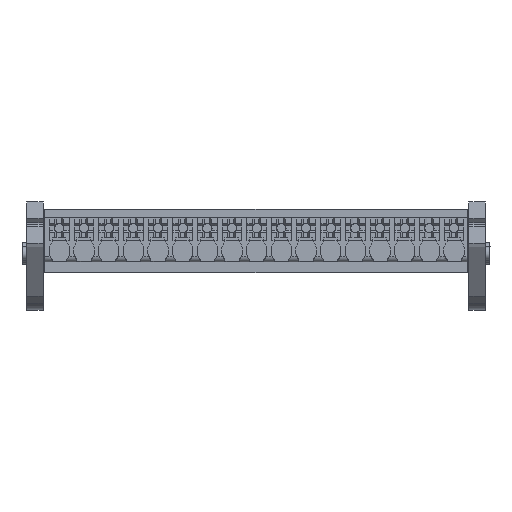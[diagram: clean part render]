
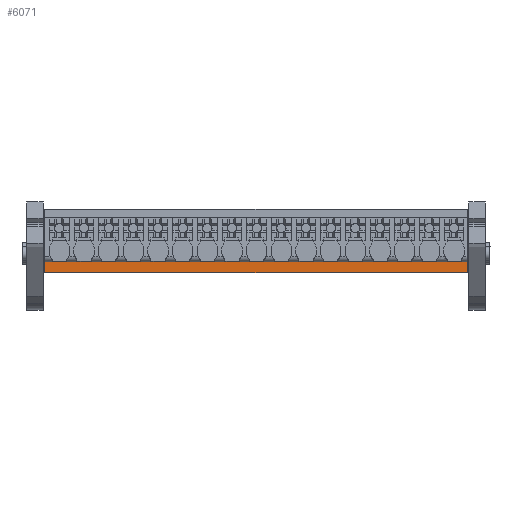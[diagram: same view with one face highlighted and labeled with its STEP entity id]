
A CAD part, top view. The second image highlights one B-rep face of the part: STEP entity #6071.
In plain terms, the highlighted planar face has unit normal (0, 0, 1).
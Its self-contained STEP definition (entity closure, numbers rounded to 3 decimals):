
#6051=AXIS2_PLACEMENT_3D('Plane Axis2P3D',#6048,#6049,#6050) ;
#105=CARTESIAN_POINT('Vertex',(3.25,5.297,20.4)) ;
#108=CARTESIAN_POINT('Line Origine',(3.25,6.06,20.4)) ;
#112=CARTESIAN_POINT('Vertex',(3.25,6.822,20.4)) ;
#5371=CARTESIAN_POINT('Vertex',(63.15,5.297,20.4)) ;
#5374=CARTESIAN_POINT('Line Origine',(33.2,5.297,20.4)) ;
#6048=CARTESIAN_POINT('Axis2P3D Location',(48.93,6.822,20.4)) ;
#6053=CARTESIAN_POINT('Line Origine',(63.15,6.059,20.4)) ;
#6057=CARTESIAN_POINT('Vertex',(63.15,6.822,20.4)) ;
#6060=CARTESIAN_POINT('Line Origine',(33.2,6.822,20.4)) ;
#109=DIRECTION('Vector Direction',(0.,1.,0.)) ;
#5375=DIRECTION('Vector Direction',(1.,0.,0.)) ;
#6049=DIRECTION('Axis2P3D Direction',(-0.,0.,1.)) ;
#6050=DIRECTION('Axis2P3D XDirection',(0.,-1.,0.)) ;
#6054=DIRECTION('Vector Direction',(0.,-1.,0.)) ;
#6061=DIRECTION('Vector Direction',(-1.,0.,0.)) ;
#110=VECTOR('Line Direction',#109,1.) ;
#5376=VECTOR('Line Direction',#5375,1.) ;
#6055=VECTOR('Line Direction',#6054,1.) ;
#6062=VECTOR('Line Direction',#6061,1.) ;
#6066=ORIENTED_EDGE('',*,*,#5378,.T.) ;
#6067=ORIENTED_EDGE('',*,*,#6059,.F.) ;
#6068=ORIENTED_EDGE('',*,*,#6064,.T.) ;
#6069=ORIENTED_EDGE('',*,*,#114,.T.) ;
#6071=ADVANCED_FACE('HOUSING',(#6070),#6052,.T.) ;
#114=EDGE_CURVE('',#113,#106,#111,.F.) ;
#5378=EDGE_CURVE('',#106,#5372,#5377,.T.) ;
#6059=EDGE_CURVE('',#6058,#5372,#6056,.T.) ;
#6064=EDGE_CURVE('',#6058,#113,#6063,.T.) ;
#6065=EDGE_LOOP('',(#6066,#6067,#6068,#6069)) ;
#6070=FACE_OUTER_BOUND('',#6065,.T.) ;
#111=LINE('Line',#108,#110) ;
#5377=LINE('Line',#5374,#5376) ;
#6056=LINE('Line',#6053,#6055) ;
#6063=LINE('Line',#6060,#6062) ;
#6052=PLANE('',#6051) ;
#106=VERTEX_POINT('',#105) ;
#113=VERTEX_POINT('',#112) ;
#5372=VERTEX_POINT('',#5371) ;
#6058=VERTEX_POINT('',#6057) ;
